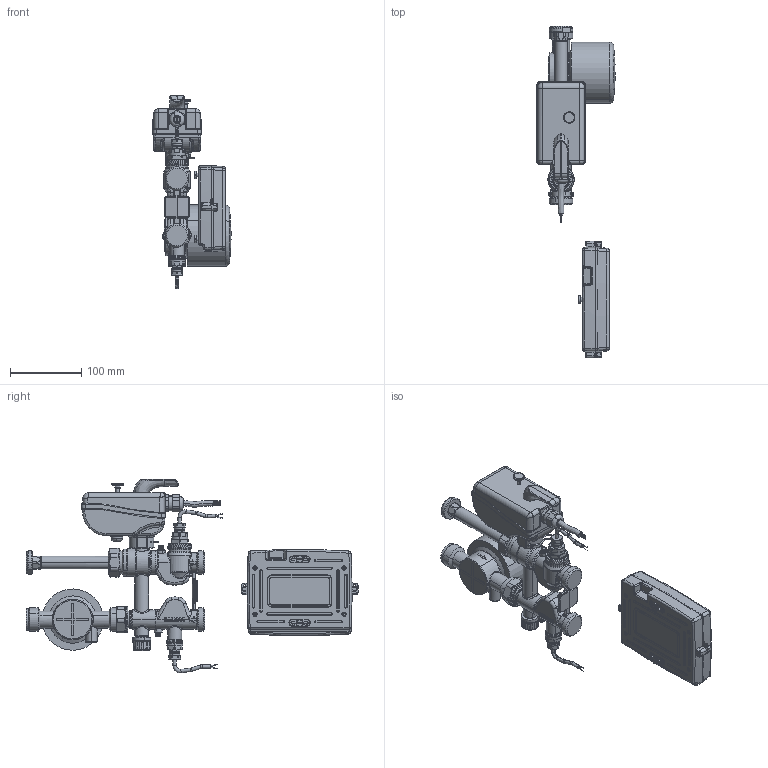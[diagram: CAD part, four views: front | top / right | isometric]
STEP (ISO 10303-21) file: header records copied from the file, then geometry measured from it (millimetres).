
FILE_DESCRIPTION(('CATIA V5 STEP Exchange','CAx-IF Rec.Pracs.--- Model Styling and Organization---1.4--- 2014-01-23','CAx-IF Rec.Pracs.---3D Tessellated Data Validation Properties---0.5---2014-09-14'),'2;1');
FILE_NAME('STEP_700115_-_TST.stp','2022-04-26T14:59:04+00:00',('none'),('none'),'CATIA Version 5-6 Release 2019 SP3','CATIA V5 STEP AP242 v1','none');
FILE_SCHEMA(('AP242_MANAGED_MODEL_BASED_3D_ENGINEERING_MIM_LF {1 0 10303 442 1 1 4}'));
Length unit declared in the file: millimetre
Products named in the file (1): 700115 - TST
Bounding box: 110 x 465.95 x 271.7 mm (x, y, z)
Volume: 1902294 mm3; surface area: 211636.3 mm2
Topology: 4 solids, 9 shells, 4370 faces, 10498 edges, 5976 vertices
Faces by surface type: cylinder 1109, plane 1037, bspline 934, torus 518, cone 477, sphere 235, extrusion 30, revolution 30
Entity records: 177410 total; most frequent: CARTESIAN_POINT 90509, ORIENTED_EDGE 20476, DIRECTION 11395, EDGE_CURVE 10238, VERTEX_POINT 5975, AXIS2_PLACEMENT_3D 5780, EDGE_LOOP 4505, ADVANCED_FACE 4370
